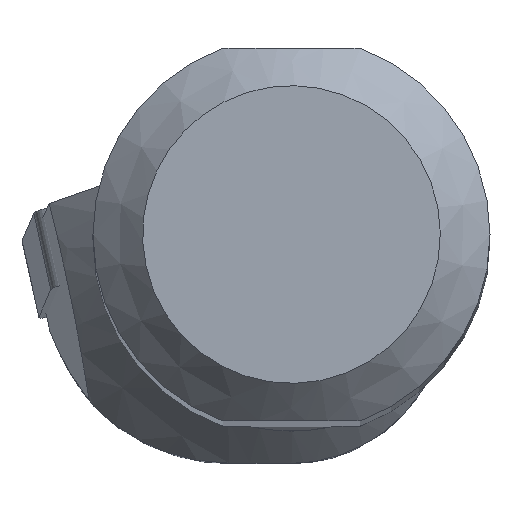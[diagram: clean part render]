
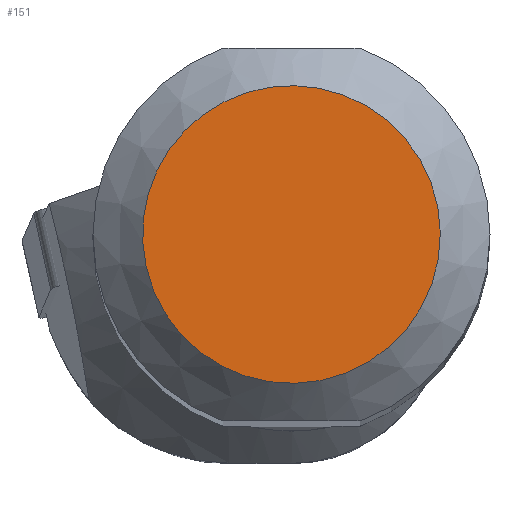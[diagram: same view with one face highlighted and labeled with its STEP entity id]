
A CAD part, top view. The second image highlights one B-rep face of the part: STEP entity #151.
In plain terms, the highlighted planar face has unit normal (0, 0, 1).
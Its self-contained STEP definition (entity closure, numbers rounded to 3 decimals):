
#123=CIRCLE('',#730,5.993);
#151=ADVANCED_FACE('CU_SU_BP3',(#200),#172,.F.);
#172=PLANE('',#734);
#200=FACE_OUTER_BOUND('',#240,.T.);
#240=EDGE_LOOP('',(#400));
#400=ORIENTED_EDGE('',*,*,#582,.T.);
#497=VERTEX_POINT('',#1154);
#582=EDGE_CURVE('',#497,#497,#123,.T.);
#730=AXIS2_PLACEMENT_3D('',#1153,#896,#897);
#734=AXIS2_PLACEMENT_3D('',#1172,#904,#905);
#896=DIRECTION('',(0.,0.,1.));
#897=DIRECTION('',(-0.976,-0.216,0.));
#904=DIRECTION('',(0.,0.,-1.));
#905=DIRECTION('',(0.976,0.216,0.));
#1153=CARTESIAN_POINT('',(10.905,0.114,151.327));
#1154=CARTESIAN_POINT('',(5.053,-1.178,151.327));
#1172=CARTESIAN_POINT('',(2.912,0.114,151.327));
